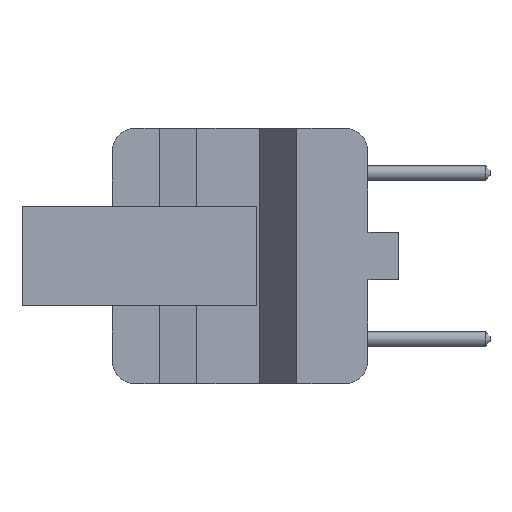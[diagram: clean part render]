
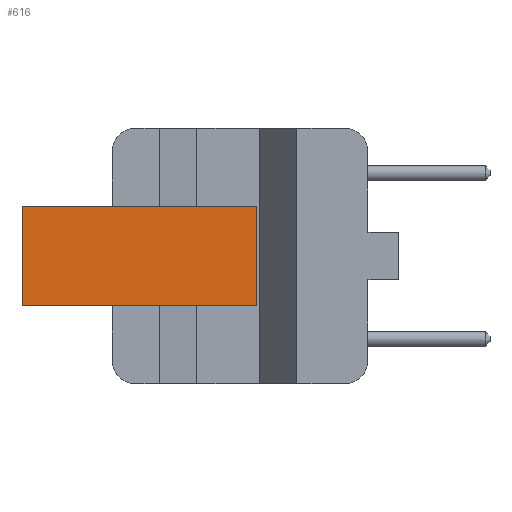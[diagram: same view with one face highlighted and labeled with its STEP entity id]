
A CAD part, left-side view. The second image highlights one B-rep face of the part: STEP entity #616.
In plain terms, the highlighted planar face has unit normal (-1, 0, 0).
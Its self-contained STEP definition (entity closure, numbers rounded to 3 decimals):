
#15 = EDGE_CURVE ( 'NONE', #2063, #2394, #89, .T. ) ;
#89 = LINE ( 'NONE', #1279, #324 ) ;
#208 = CARTESIAN_POINT ( 'NONE',  ( -7.8, 19.75, -2.1 ) ) ;
#324 = VECTOR ( 'NONE', #715, 1000. ) ;
#616 = ADVANCED_FACE ( 'NONE', ( #938 ), #3452, .F. ) ;
#715 = DIRECTION ( 'NONE',  ( 0., 1., 0. ) ) ;
#802 = VECTOR ( 'NONE', #3454, 1000. ) ;
#855 = CARTESIAN_POINT ( 'NONE',  ( -7.8, 9.85, 2.1 ) ) ;
#938 = FACE_OUTER_BOUND ( 'NONE', #2278, .T. ) ;
#1177 = VECTOR ( 'NONE', #3089, 1000. ) ;
#1279 = CARTESIAN_POINT ( 'NONE',  ( -7.8, 19.75, -2.1 ) ) ;
#1287 = CARTESIAN_POINT ( 'NONE',  ( -7.8, 9.85, -2.1 ) ) ;
#1814 = VECTOR ( 'NONE', #3329, 1000. ) ;
#1815 = EDGE_CURVE ( 'NONE', #2394, #4309, #3751, .T. ) ;
#1875 = DIRECTION ( 'NONE',  ( 0., 0., -1. ) ) ;
#2015 = ORIENTED_EDGE ( 'NONE', *, *, #2373, .T. ) ;
#2052 = AXIS2_PLACEMENT_3D ( 'NONE', #3937, #3881, #1875 ) ;
#2063 = VERTEX_POINT ( 'NONE', #1287 ) ;
#2126 = ORIENTED_EDGE ( 'NONE', *, *, #2768, .T. ) ;
#2278 = EDGE_LOOP ( 'NONE', ( #2015, #3312, #4051, #2126 ) ) ;
#2373 = EDGE_CURVE ( 'NONE', #3939, #4309, #3407, .T. ) ;
#2394 = VERTEX_POINT ( 'NONE', #3656 ) ;
#2768 = EDGE_CURVE ( 'NONE', #2063, #3939, #4353, .T. ) ;
#3089 = DIRECTION ( 'NONE',  ( 0., 0., 1. ) ) ;
#3281 = CARTESIAN_POINT ( 'NONE',  ( -7.8, 19.75, 2.1 ) ) ;
#3312 = ORIENTED_EDGE ( 'NONE', *, *, #1815, .F. ) ;
#3329 = DIRECTION ( 'NONE',  ( 0., 0., 1. ) ) ;
#3407 = LINE ( 'NONE', #4394, #802 ) ;
#3452 = PLANE ( 'NONE',  #2052 ) ;
#3454 = DIRECTION ( 'NONE',  ( 0., 1., 0. ) ) ;
#3656 = CARTESIAN_POINT ( 'NONE',  ( -7.8, 19.75, -2.1 ) ) ;
#3751 = LINE ( 'NONE', #208, #1177 ) ;
#3881 = DIRECTION ( 'NONE',  ( 1., 0., 0. ) ) ;
#3937 = CARTESIAN_POINT ( 'NONE',  ( -7.8, 19.75, -2.1 ) ) ;
#3939 = VERTEX_POINT ( 'NONE', #855 ) ;
#4051 = ORIENTED_EDGE ( 'NONE', *, *, #15, .F. ) ;
#4061 = CARTESIAN_POINT ( 'NONE',  ( -7.8, 9.85, -2.1 ) ) ;
#4309 = VERTEX_POINT ( 'NONE', #3281 ) ;
#4353 = LINE ( 'NONE', #4061, #1814 ) ;
#4394 = CARTESIAN_POINT ( 'NONE',  ( -7.8, 19.75, 2.1 ) ) ;
